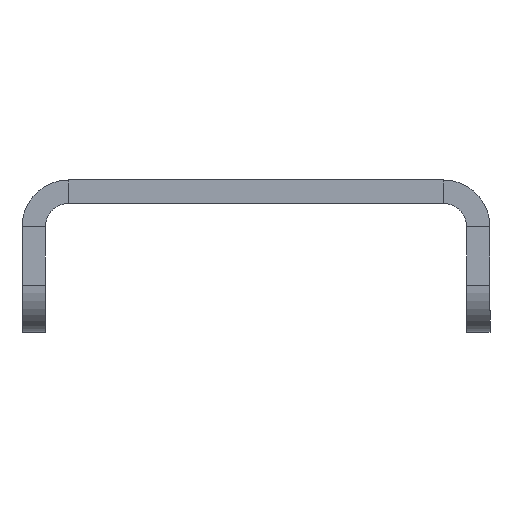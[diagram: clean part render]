
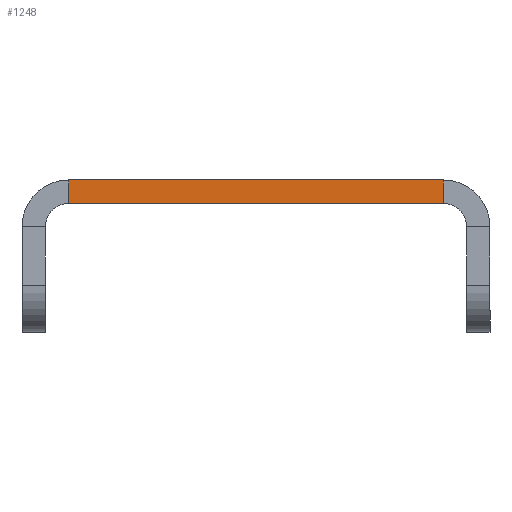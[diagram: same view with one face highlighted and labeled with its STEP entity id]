
A CAD part, front view. The second image highlights one B-rep face of the part: STEP entity #1248.
In plain terms, the highlighted planar face has unit normal (0, -1, 0).
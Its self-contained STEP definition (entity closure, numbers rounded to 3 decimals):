
#9 = DIRECTION ( 'NONE',  ( 0., 0., 1. ) ) ;
#26 = DIRECTION ( 'NONE',  ( 0., 0., -1. ) ) ;
#60 = CARTESIAN_POINT ( 'NONE',  ( 16., -311., 0. ) ) ;
#80 = VECTOR ( 'NONE', #1267, 1000. ) ;
#89 = EDGE_LOOP ( 'NONE', ( #428, #883, #1093, #1060 ) ) ;
#103 = LINE ( 'NONE', #507, #388 ) ;
#115 = CARTESIAN_POINT ( 'NONE',  ( -16., -311., -2. ) ) ;
#132 = LINE ( 'NONE', #115, #639 ) ;
#147 = VERTEX_POINT ( 'NONE', #922 ) ;
#233 = CARTESIAN_POINT ( 'NONE',  ( 20., -311., -2. ) ) ;
#259 = VECTOR ( 'NONE', #1187, 1000. ) ;
#285 = VERTEX_POINT ( 'NONE', #964 ) ;
#388 = VECTOR ( 'NONE', #9, 1000. ) ;
#394 = CARTESIAN_POINT ( 'NONE',  ( 20., -311., -2. ) ) ;
#420 = EDGE_CURVE ( 'NONE', #1199, #711, #103, .T. ) ;
#428 = ORIENTED_EDGE ( 'NONE', *, *, #1274, .F. ) ;
#507 = CARTESIAN_POINT ( 'NONE',  ( 16., -311., -2. ) ) ;
#524 = DIRECTION ( 'NONE',  ( 0., 0., 1. ) ) ;
#545 = DIRECTION ( 'NONE',  ( 0., -1., 0. ) ) ;
#639 = VECTOR ( 'NONE', #524, 1000. ) ;
#646 = EDGE_CURVE ( 'NONE', #147, #711, #970, .T. ) ;
#655 = PLANE ( 'NONE',  #1180 ) ;
#660 = CARTESIAN_POINT ( 'NONE',  ( 16., -311., -2. ) ) ;
#711 = VERTEX_POINT ( 'NONE', #60 ) ;
#787 = LINE ( 'NONE', #394, #259 ) ;
#883 = ORIENTED_EDGE ( 'NONE', *, *, #907, .T. ) ;
#907 = EDGE_CURVE ( 'NONE', #285, #1199, #787, .T. ) ;
#922 = CARTESIAN_POINT ( 'NONE',  ( -16., -311., 0. ) ) ;
#964 = CARTESIAN_POINT ( 'NONE',  ( -16., -311., -2. ) ) ;
#970 = LINE ( 'NONE', #1246, #80 ) ;
#1060 = ORIENTED_EDGE ( 'NONE', *, *, #646, .F. ) ;
#1093 = ORIENTED_EDGE ( 'NONE', *, *, #420, .T. ) ;
#1120 = FACE_OUTER_BOUND ( 'NONE', #89, .T. ) ;
#1180 = AXIS2_PLACEMENT_3D ( 'NONE', #233, #545, #26 ) ;
#1187 = DIRECTION ( 'NONE',  ( 1., 0., 0. ) ) ;
#1199 = VERTEX_POINT ( 'NONE', #660 ) ;
#1246 = CARTESIAN_POINT ( 'NONE',  ( 20., -311., 0. ) ) ;
#1248 = ADVANCED_FACE ( 'NONE', ( #1120 ), #655, .T. ) ;
#1267 = DIRECTION ( 'NONE',  ( 1., 0., 0. ) ) ;
#1274 = EDGE_CURVE ( 'NONE', #285, #147, #132, .T. ) ;
